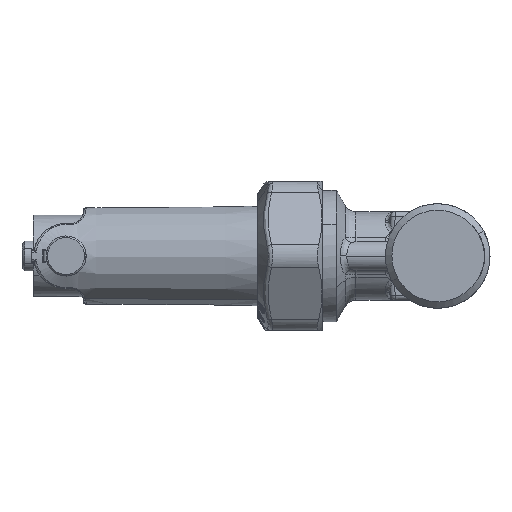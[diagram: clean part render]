
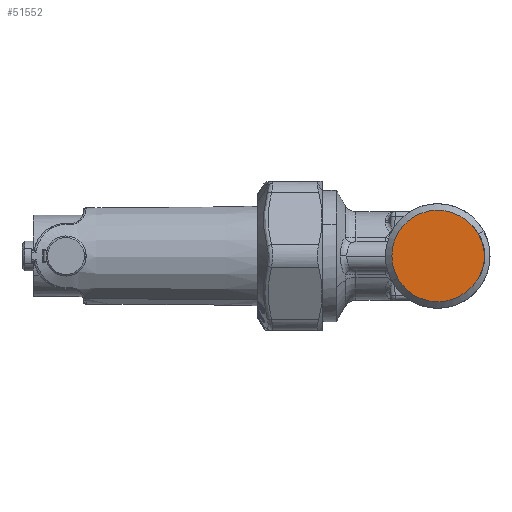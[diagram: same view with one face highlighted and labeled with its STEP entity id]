
A CAD part, left-side view. The second image highlights one B-rep face of the part: STEP entity #51552.
In plain terms, the highlighted planar face has unit normal (-1, 0, 0).
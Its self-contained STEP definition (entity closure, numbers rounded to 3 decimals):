
#51387=CARTESIAN_POINT('Axis2P3D Location',(-25.,0.962,0.)) ;
#51391=CARTESIAN_POINT('Vertex',(-25.,8.992,-4.387)) ;
#51393=CARTESIAN_POINT('Vertex',(-25.,-5.911,-6.04)) ;
#51446=CARTESIAN_POINT('Axis2P3D Location',(-25.,0.962,0.)) ;
#51450=CARTESIAN_POINT('Vertex',(-25.,-5.911,6.04)) ;
#51529=CARTESIAN_POINT('Axis2P3D Location',(-25.,0.962,0.)) ;
#51534=CARTESIAN_POINT('Axis2P3D Location',(-25.,0.,0.)) ;
#51538=CARTESIAN_POINT('Vertex',(-25.,-7.417,-4.052)) ;
#51541=CARTESIAN_POINT('Axis2P3D Location',(-25.,0.,0.)) ;
#51388=DIRECTION('Axis2P3D Direction',(1.,0.,0.)) ;
#51447=DIRECTION('Axis2P3D Direction',(1.,0.,0.)) ;
#51530=DIRECTION('Axis2P3D Direction',(-1.,0.,0.)) ;
#51531=DIRECTION('Axis2P3D XDirection',(0.,1.,0.)) ;
#51535=DIRECTION('Axis2P3D Direction',(-1.,0.,0.)) ;
#51542=DIRECTION('Axis2P3D Direction',(-1.,0.,0.)) ;
#51389=AXIS2_PLACEMENT_3D('Circle Axis2P3D',#51387,#51388,$) ;
#51448=AXIS2_PLACEMENT_3D('Circle Axis2P3D',#51446,#51447,$) ;
#51532=AXIS2_PLACEMENT_3D('Plane Axis2P3D',#51529,#51530,#51531) ;
#51536=AXIS2_PLACEMENT_3D('Circle Axis2P3D',#51534,#51535,$) ;
#51543=AXIS2_PLACEMENT_3D('Circle Axis2P3D',#51541,#51542,$) ;
#51547=ORIENTED_EDGE('',*,*,#51540,.F.) ;
#51548=ORIENTED_EDGE('',*,*,#51545,.F.) ;
#51549=ORIENTED_EDGE('',*,*,#51452,.T.) ;
#51550=ORIENTED_EDGE('',*,*,#51395,.T.) ;
#51552=ADVANCED_FACE('PartBody',(#51551),#51533,.T.) ;
#51390=CIRCLE('generated circle',#51389,9.15) ;
#51449=CIRCLE('generated circle',#51448,9.15) ;
#51537=CIRCLE('generated circle',#51536,8.451) ;
#51544=CIRCLE('generated circle',#51543,8.451) ;
#51395=EDGE_CURVE('',#51392,#51394,#51390,.F.) ;
#51452=EDGE_CURVE('',#51451,#51392,#51449,.F.) ;
#51540=EDGE_CURVE('',#51539,#51394,#51537,.F.) ;
#51545=EDGE_CURVE('',#51451,#51539,#51544,.F.) ;
#51546=EDGE_LOOP('',(#51547,#51548,#51549,#51550)) ;
#51551=FACE_OUTER_BOUND('',#51546,.T.) ;
#51533=PLANE('',#51532) ;
#51392=VERTEX_POINT('',#51391) ;
#51394=VERTEX_POINT('',#51393) ;
#51451=VERTEX_POINT('',#51450) ;
#51539=VERTEX_POINT('',#51538) ;
